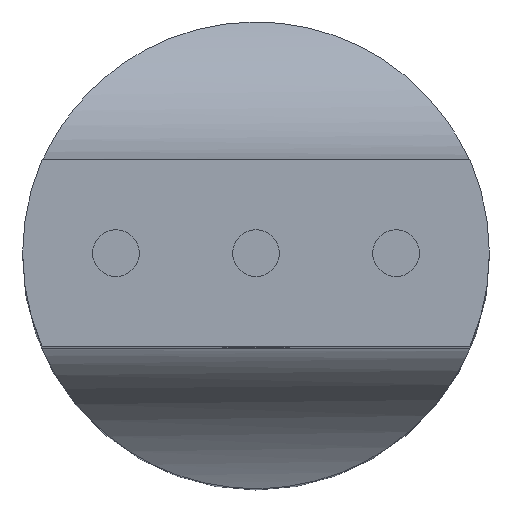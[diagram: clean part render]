
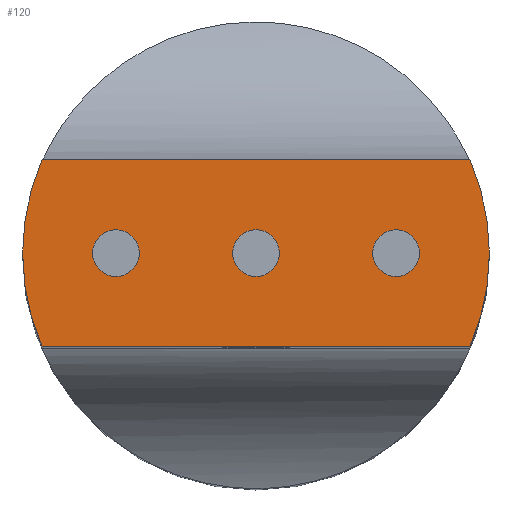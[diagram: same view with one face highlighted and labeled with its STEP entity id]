
A CAD part, top view. The second image highlights one B-rep face of the part: STEP entity #120.
In plain terms, the highlighted planar face has unit normal (0, 0, 1).
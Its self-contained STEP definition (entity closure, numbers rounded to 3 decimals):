
#1 = DIRECTION ( 'NONE',  ( 1., 0., 0. ) ) ;
#37 = ORIENTED_EDGE ( 'NONE', *, *, #699, .F. ) ;
#45 = ORIENTED_EDGE ( 'NONE', *, *, #83, .T. ) ;
#48 = LINE ( 'NONE', #210, #527 ) ;
#49 = CARTESIAN_POINT ( 'NONE',  ( -3.5, 0., 43. ) ) ;
#50 = DIRECTION ( 'NONE',  ( 1., 0., 0. ) ) ;
#55 = CARTESIAN_POINT ( 'NONE',  ( 0., 0., 43. ) ) ;
#83 = EDGE_CURVE ( 'NONE', #239, #124, #654, .T. ) ;
#89 = CARTESIAN_POINT ( 'NONE',  ( -2.5, 0., 43. ) ) ;
#120 = ADVANCED_FACE ( 'NONE', ( #393, #551, #438, #254 ), #277, .F. ) ;
#124 = VERTEX_POINT ( 'NONE', #690 ) ;
#128 = ORIENTED_EDGE ( 'NONE', *, *, #476, .T. ) ;
#137 = LINE ( 'NONE', #755, #727 ) ;
#146 = EDGE_CURVE ( 'NONE', #562, #334, #482, .T. ) ;
#151 = EDGE_LOOP ( 'NONE', ( #577, #847 ) ) ;
#190 = DIRECTION ( 'NONE',  ( 1., 0., 0. ) ) ;
#198 = EDGE_CURVE ( 'NONE', #868, #587, #787, .T. ) ;
#210 = CARTESIAN_POINT ( 'NONE',  ( -4.583, -2., 43. ) ) ;
#211 = CARTESIAN_POINT ( 'NONE',  ( 4.583, 2., 43. ) ) ;
#215 = DIRECTION ( 'NONE',  ( 0., 0., 1. ) ) ;
#217 = CIRCLE ( 'NONE', #403, 0.5 ) ;
#220 = CARTESIAN_POINT ( 'NONE',  ( -0.5, 0., 43. ) ) ;
#221 = AXIS2_PLACEMENT_3D ( 'NONE', #803, #734, #300 ) ;
#239 = VERTEX_POINT ( 'NONE', #631 ) ;
#254 = FACE_OUTER_BOUND ( 'NONE', #497, .T. ) ;
#265 = CARTESIAN_POINT ( 'NONE',  ( 0., 0., 43. ) ) ;
#271 = CARTESIAN_POINT ( 'NONE',  ( 0.5, 0., 43. ) ) ;
#277 = PLANE ( 'NONE',  #794 ) ;
#281 = CIRCLE ( 'NONE', #687, 0.5 ) ;
#289 = ORIENTED_EDGE ( 'NONE', *, *, #528, .T. ) ;
#300 = DIRECTION ( 'NONE',  ( 1., 0., 0. ) ) ;
#302 = EDGE_CURVE ( 'NONE', #467, #756, #665, .T. ) ;
#320 = DIRECTION ( 'NONE',  ( -1., 0., 0. ) ) ;
#329 = DIRECTION ( 'NONE',  ( 0., 0., 1. ) ) ;
#333 = CARTESIAN_POINT ( 'NONE',  ( 0., 0., 43. ) ) ;
#334 = VERTEX_POINT ( 'NONE', #220 ) ;
#335 = DIRECTION ( 'NONE',  ( 0., 0., 1. ) ) ;
#343 = DIRECTION ( 'NONE',  ( 0., 0., 1. ) ) ;
#354 = DIRECTION ( 'NONE',  ( 0., 0., 1. ) ) ;
#362 = DIRECTION ( 'NONE',  ( 0., 0., 1. ) ) ;
#364 = VERTEX_POINT ( 'NONE', #731 ) ;
#387 = AXIS2_PLACEMENT_3D ( 'NONE', #55, #491, #190 ) ;
#393 = FACE_BOUND ( 'NONE', #861, .T. ) ;
#403 = AXIS2_PLACEMENT_3D ( 'NONE', #784, #354, #501 ) ;
#417 = DIRECTION ( 'NONE',  ( 0., 0., 1. ) ) ;
#419 = AXIS2_PLACEMENT_3D ( 'NONE', #692, #343, #629 ) ;
#427 = VERTEX_POINT ( 'NONE', #459 ) ;
#428 = DIRECTION ( 'NONE',  ( 0., 0., -1. ) ) ;
#438 = FACE_BOUND ( 'NONE', #801, .T. ) ;
#449 = ORIENTED_EDGE ( 'NONE', *, *, #490, .T. ) ;
#451 = AXIS2_PLACEMENT_3D ( 'NONE', #265, #335, #914 ) ;
#459 = CARTESIAN_POINT ( 'NONE',  ( -4.583, -2., 43. ) ) ;
#467 = VERTEX_POINT ( 'NONE', #686 ) ;
#470 = DIRECTION ( 'NONE',  ( -1., 0., 0. ) ) ;
#476 = EDGE_CURVE ( 'NONE', #742, #239, #137, .T. ) ;
#482 = CIRCLE ( 'NONE', #579, 0.5 ) ;
#490 = EDGE_CURVE ( 'NONE', #364, #614, #891, .T. ) ;
#491 = DIRECTION ( 'NONE',  ( 0., 0., 1. ) ) ;
#497 = EDGE_LOOP ( 'NONE', ( #449, #848, #128, #45, #289, #796 ) ) ;
#500 = CARTESIAN_POINT ( 'NONE',  ( 0., 0., 43. ) ) ;
#501 = DIRECTION ( 'NONE',  ( 1., 0., 0. ) ) ;
#502 = ORIENTED_EDGE ( 'NONE', *, *, #600, .F. ) ;
#527 = VECTOR ( 'NONE', #1, 1000. ) ;
#528 = EDGE_CURVE ( 'NONE', #124, #427, #864, .T. ) ;
#551 = FACE_BOUND ( 'NONE', #151, .T. ) ;
#553 = AXIS2_PLACEMENT_3D ( 'NONE', #712, #362, #924 ) ;
#562 = VERTEX_POINT ( 'NONE', #271 ) ;
#577 = ORIENTED_EDGE ( 'NONE', *, *, #198, .F. ) ;
#578 = CARTESIAN_POINT ( 'NONE',  ( 0., 0., 43. ) ) ;
#579 = AXIS2_PLACEMENT_3D ( 'NONE', #578, #641, #781 ) ;
#587 = VERTEX_POINT ( 'NONE', #49 ) ;
#600 = EDGE_CURVE ( 'NONE', #334, #562, #662, .T. ) ;
#614 = VERTEX_POINT ( 'NONE', #778 ) ;
#623 = EDGE_CURVE ( 'NONE', #614, #742, #651, .T. ) ;
#629 = DIRECTION ( 'NONE',  ( 1., 0., 0. ) ) ;
#631 = CARTESIAN_POINT ( 'NONE',  ( -4.583, 2., 43. ) ) ;
#641 = DIRECTION ( 'NONE',  ( 0., 0., 1. ) ) ;
#645 = CARTESIAN_POINT ( 'NONE',  ( 3.5, 0., 43. ) ) ;
#651 = CIRCLE ( 'NONE', #451, 5. ) ;
#654 = CIRCLE ( 'NONE', #743, 5. ) ;
#662 = CIRCLE ( 'NONE', #387, 0.5 ) ;
#665 = CIRCLE ( 'NONE', #221, 0.5 ) ;
#671 = ORIENTED_EDGE ( 'NONE', *, *, #146, .F. ) ;
#686 = CARTESIAN_POINT ( 'NONE',  ( 2.5, 0., 43. ) ) ;
#687 = AXIS2_PLACEMENT_3D ( 'NONE', #720, #215, #790 ) ;
#690 = CARTESIAN_POINT ( 'NONE',  ( -5., 0., 43. ) ) ;
#692 = CARTESIAN_POINT ( 'NONE',  ( 0., 0., 43. ) ) ;
#699 = EDGE_CURVE ( 'NONE', #756, #467, #217, .T. ) ;
#712 = CARTESIAN_POINT ( 'NONE',  ( -3., 0., 43. ) ) ;
#715 = DIRECTION ( 'NONE',  ( -1., 0., 0. ) ) ;
#720 = CARTESIAN_POINT ( 'NONE',  ( -3., 0., 43. ) ) ;
#722 = ORIENTED_EDGE ( 'NONE', *, *, #302, .F. ) ;
#727 = VECTOR ( 'NONE', #320, 1000. ) ;
#731 = CARTESIAN_POINT ( 'NONE',  ( 4.583, -2., 43. ) ) ;
#734 = DIRECTION ( 'NONE',  ( 0., 0., 1. ) ) ;
#742 = VERTEX_POINT ( 'NONE', #211 ) ;
#743 = AXIS2_PLACEMENT_3D ( 'NONE', #333, #417, #50 ) ;
#755 = CARTESIAN_POINT ( 'NONE',  ( -4.583, 2., 43. ) ) ;
#756 = VERTEX_POINT ( 'NONE', #645 ) ;
#778 = CARTESIAN_POINT ( 'NONE',  ( 5., 0., 43. ) ) ;
#781 = DIRECTION ( 'NONE',  ( 1., 0., 0. ) ) ;
#782 = AXIS2_PLACEMENT_3D ( 'NONE', #897, #329, #470 ) ;
#784 = CARTESIAN_POINT ( 'NONE',  ( 3., 0., 43. ) ) ;
#787 = CIRCLE ( 'NONE', #553, 0.5 ) ;
#790 = DIRECTION ( 'NONE',  ( 1., 0., 0. ) ) ;
#792 = EDGE_CURVE ( 'NONE', #427, #364, #48, .T. ) ;
#794 = AXIS2_PLACEMENT_3D ( 'NONE', #500, #428, #715 ) ;
#796 = ORIENTED_EDGE ( 'NONE', *, *, #792, .T. ) ;
#801 = EDGE_LOOP ( 'NONE', ( #671, #502 ) ) ;
#803 = CARTESIAN_POINT ( 'NONE',  ( 3., 0., 43. ) ) ;
#817 = EDGE_CURVE ( 'NONE', #587, #868, #281, .T. ) ;
#847 = ORIENTED_EDGE ( 'NONE', *, *, #817, .F. ) ;
#848 = ORIENTED_EDGE ( 'NONE', *, *, #623, .T. ) ;
#861 = EDGE_LOOP ( 'NONE', ( #37, #722 ) ) ;
#864 = CIRCLE ( 'NONE', #419, 5. ) ;
#868 = VERTEX_POINT ( 'NONE', #89 ) ;
#891 = CIRCLE ( 'NONE', #782, 5. ) ;
#897 = CARTESIAN_POINT ( 'NONE',  ( 0., 0., 43. ) ) ;
#914 = DIRECTION ( 'NONE',  ( -1., 0., 0. ) ) ;
#924 = DIRECTION ( 'NONE',  ( 1., 0., 0. ) ) ;
